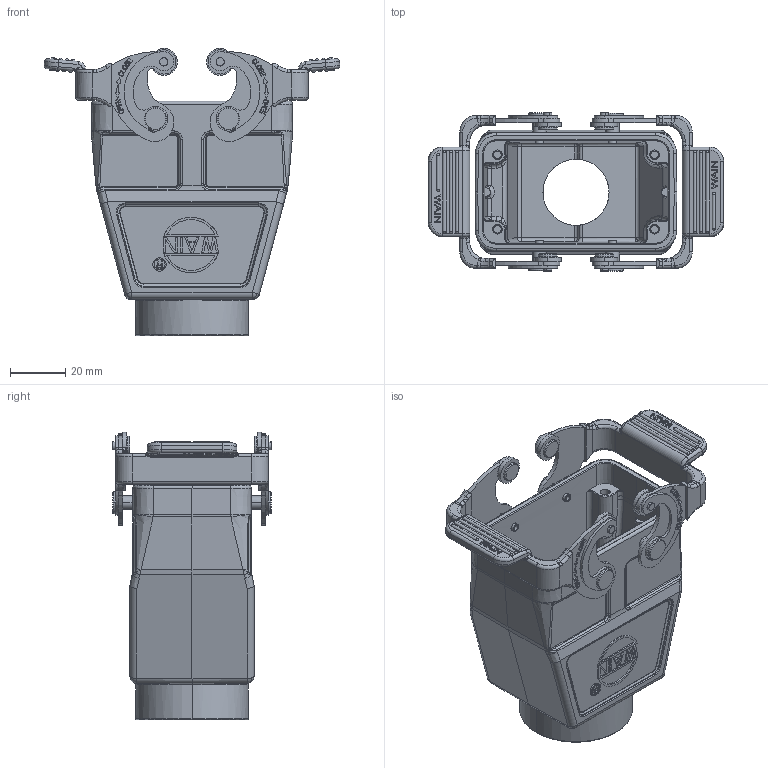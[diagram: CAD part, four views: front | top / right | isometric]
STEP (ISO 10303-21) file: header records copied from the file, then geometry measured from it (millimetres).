
FILE_DESCRIPTION(/* description */ (''),/* implementation_level */ '2;1');
FILE_NAME(/* name */ '3D_1240104415111_HV10B-TEH-2L_SC-PG21 WS_V1.1.stp',/* time_stamp */ '2023-12-27T16:16:53+08:00',/* author */ (''),/* organization */ (''),/* preprocessor_version */ 'ST-DEVELOPER v18.1',/* originating_system */ 'SIEMENS PLM Software NX 1980',/* authorisation */ '');
FILE_SCHEMA (('AUTOMOTIVE_DESIGN { 1 0 10303 214 3 1 1 1 }'));
Products named in the file (1): 145928E8C21Faygi
Bounding box: 107.26 x 57.5 x 104.23 mm (x, y, z)
Volume: 84990.9 mm3; surface area: 48762.3 mm2
Topology: 5 solids, 10 shells, 1895 faces, 4983 edges, 3227 vertices
Faces by surface type: plane 854, cylinder 540, torus 176, bspline 92, cone 89, extrusion 88, sphere 56
Full cylindrical faces by diameter (mm): 24 x1, 26.9 x1
Entity records: 74610 total; most frequent: CARTESIAN_POINT 22507, ORIENTED_EDGE 9838, DIRECTION 8284, EDGE_CURVE 4927, VERTEX_POINT 3226, AXIS2_PLACEMENT_3D 2954, VECTOR 2376, LINE 2288
